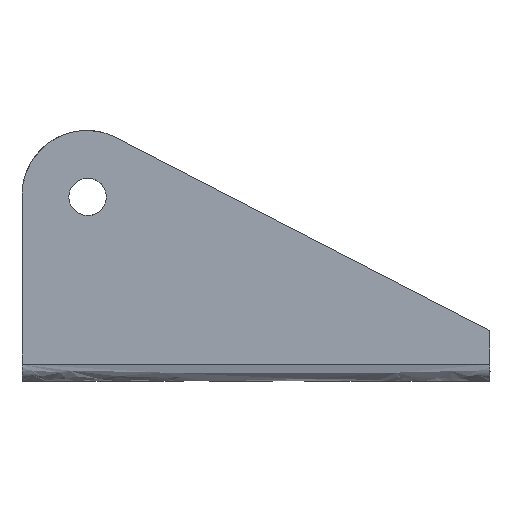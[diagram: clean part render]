
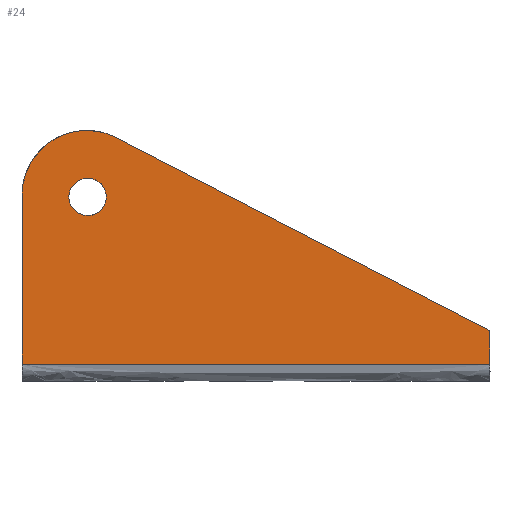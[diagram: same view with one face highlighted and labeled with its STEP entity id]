
A CAD part, front view. The second image highlights one B-rep face of the part: STEP entity #24.
In plain terms, the highlighted planar face has unit normal (0, -1, 0).
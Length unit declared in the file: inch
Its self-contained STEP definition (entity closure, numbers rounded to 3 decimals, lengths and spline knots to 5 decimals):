
#24=ADVANCED_FACE('',(#48,#37),#346,.T.);
#37=FACE_BOUND('',#72,.T.);
#48=FACE_OUTER_BOUND('',#71,.T.);
#71=EDGE_LOOP('',(#150,#151,#152,#153,#154,#155));
#72=EDGE_LOOP('',(#156,#157));
#150=ORIENTED_EDGE('',*,*,#214,.F.);
#151=ORIENTED_EDGE('',*,*,#216,.F.);
#152=ORIENTED_EDGE('',*,*,#188,.F.);
#153=ORIENTED_EDGE('',*,*,#211,.T.);
#154=ORIENTED_EDGE('',*,*,#208,.F.);
#155=ORIENTED_EDGE('',*,*,#215,.F.);
#156=ORIENTED_EDGE('',*,*,#238,.T.);
#157=ORIENTED_EDGE('',*,*,#226,.T.);
#188=EDGE_CURVE('',#306,#307,#257,.T.);
#208=EDGE_CURVE('',#318,#322,#249,.T.);
#211=EDGE_CURVE('',#306,#322,#252,.T.);
#214=EDGE_CURVE('',#320,#321,#267,.T.);
#215=EDGE_CURVE('',#321,#318,#268,.T.);
#216=EDGE_CURVE('',#307,#320,#269,.T.);
#226=EDGE_CURVE('',#327,#328,#279,.T.);
#238=EDGE_CURVE('',#328,#327,#291,.T.);
#249=B_SPLINE_CURVE_WITH_KNOTS('',3,(#964,#965,#966,#967),.UNSPECIFIED.,
 .F.,.F.,(4,4),(19.89643,26.22665),.UNSPECIFIED.);
#252=B_SPLINE_CURVE_WITH_KNOTS('',1,(#974,#975),.UNSPECIFIED.,.F.,.F.,(2,
2),(0.17802,0.68602),.UNSPECIFIED.);
#257=(
BOUNDED_CURVE()
B_SPLINE_CURVE(1,(#815,#816),.UNSPECIFIED.,.F.,.F.)
B_SPLINE_CURVE_WITH_KNOTS((2,2),(0.,7.0104),.UNSPECIFIED.)
CURVE()
GEOMETRIC_REPRESENTATION_ITEM()
RATIONAL_B_SPLINE_CURVE((1.,1.))
REPRESENTATION_ITEM('')
);
#267=(
BOUNDED_CURVE()
B_SPLINE_CURVE(2,(#990,#991,#992),.UNSPECIFIED.,.F.,.F.)
B_SPLINE_CURVE_WITH_KNOTS((3,3),(18.60183,20.86977),
 .UNSPECIFIED.)
CURVE()
GEOMETRIC_REPRESENTATION_ITEM()
RATIONAL_B_SPLINE_CURVE((1.,1.,1.))
REPRESENTATION_ITEM('')
);
#268=(
BOUNDED_CURVE()
B_SPLINE_CURVE(2,(#993,#994,#995,#996,#997),.UNSPECIFIED.,.F.,.F.)
B_SPLINE_CURVE_WITH_KNOTS((3,2,3),(2.53455,3.51075,4.48696),
 .UNSPECIFIED.)
CURVE()
GEOMETRIC_REPRESENTATION_ITEM()
RATIONAL_B_SPLINE_CURVE((1.,0.876,1.,0.876,1.))
REPRESENTATION_ITEM('')
);
#269=(
BOUNDED_CURVE()
B_SPLINE_CURVE(2,(#998,#999,#1000),.UNSPECIFIED.,.F.,.F.)
B_SPLINE_CURVE_WITH_KNOTS((3,3),(18.33522,18.60183),
 .UNSPECIFIED.)
CURVE()
GEOMETRIC_REPRESENTATION_ITEM()
RATIONAL_B_SPLINE_CURVE((1.,1.,1.))
REPRESENTATION_ITEM('')
);
#279=(
BOUNDED_CURVE()
B_SPLINE_CURVE(2,(#1042,#1043,#1044,#1045,#1046),.UNSPECIFIED.,.F.,.F.)
B_SPLINE_CURVE_WITH_KNOTS((3,2,3),(-1.75964,-1.31973,-0.87982),
 .UNSPECIFIED.)
CURVE()
GEOMETRIC_REPRESENTATION_ITEM()
RATIONAL_B_SPLINE_CURVE((1.,0.707,1.,0.707,1.))
REPRESENTATION_ITEM('')
);
#291=(
BOUNDED_CURVE()
B_SPLINE_CURVE(2,(#1098,#1099,#1100,#1101,#1102),.UNSPECIFIED.,.F.,.F.)
B_SPLINE_CURVE_WITH_KNOTS((3,2,3),(-0.87982,-0.43991,
0.),.UNSPECIFIED.)
CURVE()
GEOMETRIC_REPRESENTATION_ITEM()
RATIONAL_B_SPLINE_CURVE((1.,0.707,1.,0.707,1.))
REPRESENTATION_ITEM('')
);
#306=VERTEX_POINT('',#786);
#307=VERTEX_POINT('',#787);
#318=VERTEX_POINT('',#798);
#320=VERTEX_POINT('',#800);
#321=VERTEX_POINT('',#801);
#322=VERTEX_POINT('',#802);
#327=VERTEX_POINT('',#807);
#328=VERTEX_POINT('',#808);
#346=PLANE('',#443);
#443=AXIS2_PLACEMENT_3D('',#685,#452,$);
#452=DIRECTION('',(0.,-1.,0.));
#685=CARTESIAN_POINT('',(-4.21824,-1.0033,4.26907));
#786=CARTESIAN_POINT('',(3.5052,-1.00348,0.254));
#787=CARTESIAN_POINT('',(-3.5052,-1.0033,0.254));
#798=CARTESIAN_POINT('',(-2.11957,-1.00361,3.6641));
#800=CARTESIAN_POINT('',(-3.5052,-1.00335,0.52061));
#801=CARTESIAN_POINT('',(-3.50518,-1.0033,2.78855));
#802=CARTESIAN_POINT('',(3.5052,-1.00348,0.762));
#807=CARTESIAN_POINT('',(-2.52222,-1.0033,3.04358));
#808=CARTESIAN_POINT('',(-2.52222,-1.0033,2.48346));
#815=CARTESIAN_POINT('',(3.5052,-1.00348,0.254));
#816=CARTESIAN_POINT('',(-3.5052,-1.0033,0.254));
#964=CARTESIAN_POINT('',(-2.11957,-1.00361,3.6641));
#965=CARTESIAN_POINT('',(-0.24459,-1.00357,2.69666));
#966=CARTESIAN_POINT('',(1.63007,-1.00352,1.72947));
#967=CARTESIAN_POINT('',(3.5052,-1.00348,0.762));
#974=CARTESIAN_POINT('',(3.5052,-1.00348,0.254));
#975=CARTESIAN_POINT('',(3.5052,-1.00348,0.762));
#990=CARTESIAN_POINT('',(-3.5052,-1.00335,0.52061));
#991=CARTESIAN_POINT('',(-3.50519,-1.00332,1.65458));
#992=CARTESIAN_POINT('',(-3.50518,-1.0033,2.78855));
#993=CARTESIAN_POINT('',(-3.50518,-1.0033,2.78855));
#994=CARTESIAN_POINT('',(-3.5051,-1.00335,3.32252));
#995=CARTESIAN_POINT('',(-3.05359,-1.00345,3.60782));
#996=CARTESIAN_POINT('',(-2.60207,-1.00356,3.89312));
#997=CARTESIAN_POINT('',(-2.11957,-1.00361,3.6641));
#998=CARTESIAN_POINT('',(-3.5052,-1.0033,0.254));
#999=CARTESIAN_POINT('',(-3.5052,-1.00333,0.38731));
#1000=CARTESIAN_POINT('',(-3.5052,-1.00335,0.52061));
#1042=CARTESIAN_POINT('',(-2.52222,-1.0033,3.04358));
#1043=CARTESIAN_POINT('',(-2.24216,-1.0033,3.04358));
#1044=CARTESIAN_POINT('',(-2.24216,-1.0033,2.76352));
#1045=CARTESIAN_POINT('',(-2.24216,-1.0033,2.48346));
#1046=CARTESIAN_POINT('',(-2.52222,-1.0033,2.48346));
#1098=CARTESIAN_POINT('',(-2.52222,-1.0033,2.48346));
#1099=CARTESIAN_POINT('',(-2.80227,-1.0033,2.48346));
#1100=CARTESIAN_POINT('',(-2.80227,-1.0033,2.76352));
#1101=CARTESIAN_POINT('',(-2.80227,-1.0033,3.04358));
#1102=CARTESIAN_POINT('',(-2.52222,-1.0033,3.04358));
